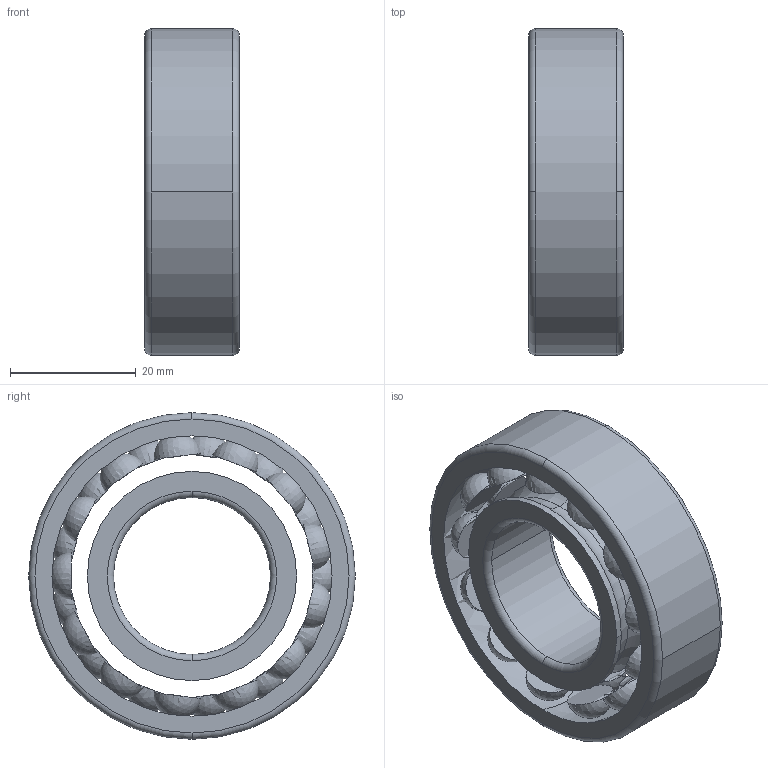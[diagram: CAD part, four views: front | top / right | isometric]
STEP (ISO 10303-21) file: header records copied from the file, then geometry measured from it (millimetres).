
FILE_DESCRIPTION(('STEP AP214'),'1');
FILE_NAME('skf_bearing_1205_etn9_2.stp','2023-12-01T10:59:37',('TraceParts'),('TraceParts S.A.'),'Spatial InterOp 3D',' ',' ');
FILE_SCHEMA(('AUTOMOTIVE_DESIGN { 1 0 10303 214 1 1 1 1 }'));
Length unit declared in the file: millimetre
Products named in the file (1): skf_bearing_1205_etn9_2_1
Bounding box: 15 x 52 x 52 mm (x, y, z)
Volume: 17055 mm3; surface area: 13768.8 mm2
Topology: 4 solids, 4 shells, 136 faces, 404 edges, 216 vertices
Faces by surface type: torus 68, sphere 54, cylinder 10, plane 4
Entity records: 5493 total; most frequent: CARTESIAN_POINT 2420, DIRECTION 654, ORIENTED_EDGE 592, AXIS2_PLACEMENT_3D 322, EDGE_CURVE 296, VERTEX_POINT 216, EDGE_LOOP 192, CIRCLE 182
